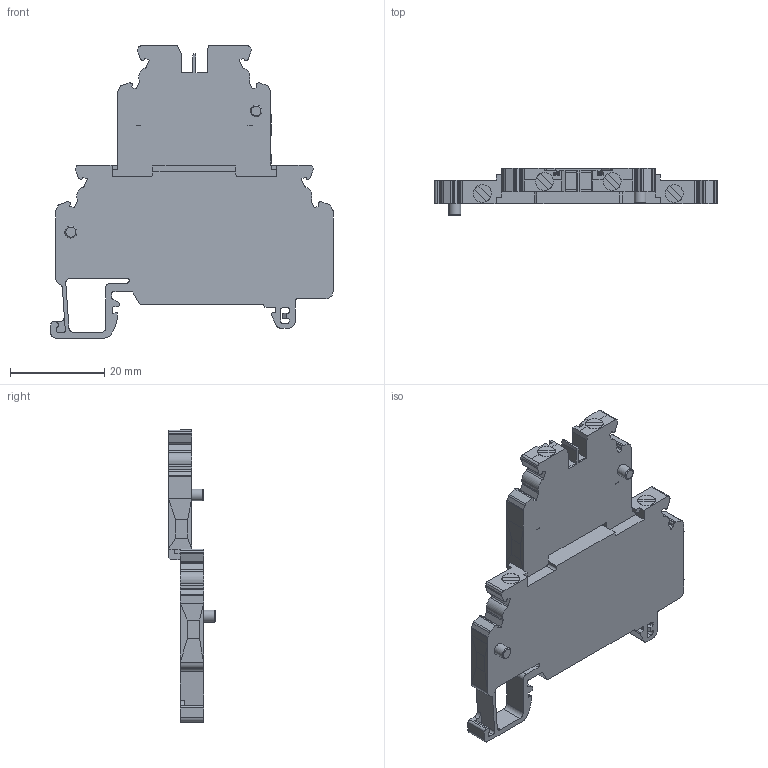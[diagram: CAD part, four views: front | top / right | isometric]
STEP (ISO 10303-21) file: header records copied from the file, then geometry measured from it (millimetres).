
FILE_DESCRIPTION(/* description */ ('Unknown'),/* implementation_level */ '2;1');
FILE_NAME(/* name */ 'ODL2.5A(I.S)',/* time_stamp */ '2018-04-05T09:28:18+06:00',/* author */ ('Unknown'),/* organization */ ('Unknown'),/* preprocessor_version */ 'ST-DEVELOPER v16.7',/* originating_system */ 'DEX',/* authorisation */ $);
FILE_SCHEMA (('AUTOMOTIVE_DESIGN {1 0 10303 214 3 1 1}'));
Length unit declared in the file: millimetre
Products named in the file (1): ODL2.5A_I_S
Bounding box: 60.02 x 9.99 x 62.13 mm (x, y, z)
Volume: 11405.7 mm3; surface area: 7144.8 mm2
Topology: 1 solids, 7 shells, 440 faces, 1206 edges, 784 vertices
Faces by surface type: plane 317, cylinder 121, torus 2
Full cylindrical faces by diameter (mm): 2.457 x1, 2.54 x1, 3.8 x4
Entity records: 16841 total; most frequent: CARTESIAN_POINT 2411, ORIENTED_EDGE 2384, DIRECTION 2336, EDGE_CURVE 1192, LINE 930, VECTOR 930, VERTEX_POINT 778, AXIS2_PLACEMENT_3D 703
